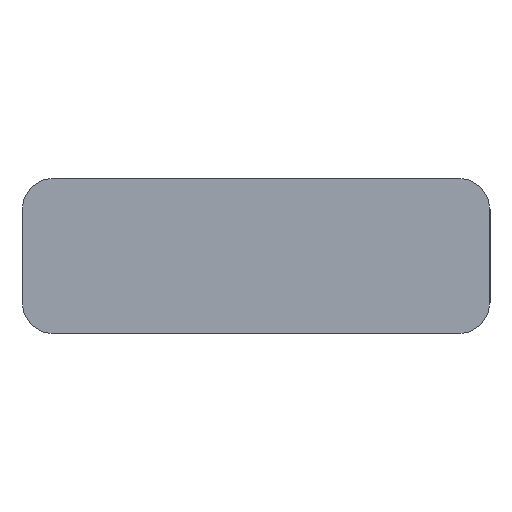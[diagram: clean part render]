
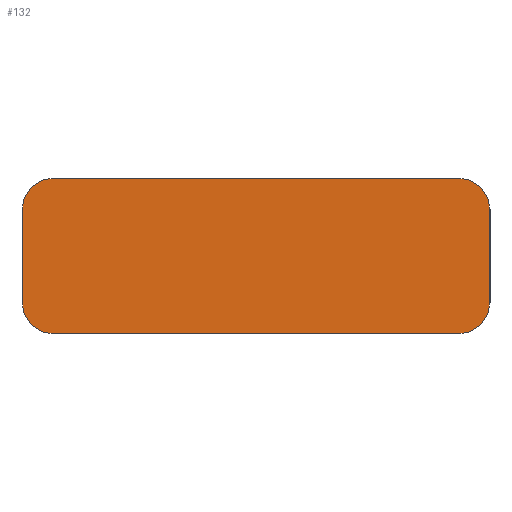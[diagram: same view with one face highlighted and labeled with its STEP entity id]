
A CAD part, left-side view. The second image highlights one B-rep face of the part: STEP entity #132.
In plain terms, the highlighted planar face has unit normal (-1, 0, 0).
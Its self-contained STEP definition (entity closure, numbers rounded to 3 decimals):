
#132=ADVANCED_FACE('',(#310),#311,.F.);
#310=FACE_OUTER_BOUND('',#660,.T.);
#311=PLANE('',#661);
#660=EDGE_LOOP('',(#1299,#1300,#1301,#1302,#1303,#1304,#1305,#1306));
#661=AXIS2_PLACEMENT_3D('',#1307,#1308,#1309);
#1299=ORIENTED_EDGE('',*,*,#2195,.F.);
#1300=ORIENTED_EDGE('',*,*,#2196,.T.);
#1301=ORIENTED_EDGE('',*,*,#2197,.F.);
#1302=ORIENTED_EDGE('',*,*,#2198,.T.);
#1303=ORIENTED_EDGE('',*,*,#2193,.T.);
#1304=ORIENTED_EDGE('',*,*,#2199,.T.);
#1305=ORIENTED_EDGE('',*,*,#2200,.T.);
#1306=ORIENTED_EDGE('',*,*,#2201,.T.);
#1307=CARTESIAN_POINT('',(-495.0,6.0,4.0));
#1308=DIRECTION('',(1.0,0.0,-0.0));
#1309=DIRECTION('',(-0.0,1.0,0.0));
#2193=EDGE_CURVE('',#2776,#2774,#2777,.T.);
#2195=EDGE_CURVE('',#2779,#2780,#2781,.T.);
#2196=EDGE_CURVE('',#2779,#2782,#2783,.T.);
#2197=EDGE_CURVE('',#2784,#2782,#2785,.T.);
#2198=EDGE_CURVE('',#2784,#2776,#2786,.T.);
#2199=EDGE_CURVE('',#2774,#2787,#2788,.T.);
#2200=EDGE_CURVE('',#2787,#2789,#2790,.T.);
#2201=EDGE_CURVE('',#2789,#2780,#2791,.T.);
#2774=VERTEX_POINT('',#3478);
#2776=VERTEX_POINT('',#3481);
#2777=LINE('',#3482,#3483);
#2779=VERTEX_POINT('',#3486);
#2780=VERTEX_POINT('',#3487);
#2781=LINE('',#3488,#3489);
#2782=VERTEX_POINT('',#3490);
#2783=CIRCLE('',#3491,0.8);
#2784=VERTEX_POINT('',#3492);
#2785=LINE('',#3493,#3494);
#2786=CIRCLE('',#3495,0.8);
#2787=VERTEX_POINT('',#3496);
#2788=CIRCLE('',#3497,0.8);
#2789=VERTEX_POINT('',#3498);
#2790=LINE('',#3499,#3500);
#2791=CIRCLE('',#3501,0.8);
#3478=CARTESIAN_POINT('',(-495.0,6.0,0.8));
#3481=CARTESIAN_POINT('',(-495.0,6.0,3.2));
#3482=CARTESIAN_POINT('',(-495.0,6.0,4.0));
#3483=VECTOR('',#4081,1000.0);
#3486=CARTESIAN_POINT('',(-495.0,-6.0,3.2));
#3487=CARTESIAN_POINT('',(-495.0,-6.0,0.8));
#3488=CARTESIAN_POINT('',(-495.0,-6.0,4.0));
#3489=VECTOR('',#4083,1000.0);
#3490=CARTESIAN_POINT('',(-495.0,-5.2,4.0));
#3491=AXIS2_PLACEMENT_3D('',#4084,#4085,#4086);
#3492=CARTESIAN_POINT('',(-495.0,5.2,4.0));
#3493=CARTESIAN_POINT('',(-495.0,6.0,4.0));
#3494=VECTOR('',#4087,1000.0);
#3495=AXIS2_PLACEMENT_3D('',#4088,#4089,#4090);
#3496=CARTESIAN_POINT('',(-495.0,5.2,0.0));
#3497=AXIS2_PLACEMENT_3D('',#4091,#4092,#4093);
#3498=CARTESIAN_POINT('',(-495.0,-5.2,0.0));
#3499=CARTESIAN_POINT('',(-495.0,6.0,0.0));
#3500=VECTOR('',#4094,1000.0);
#3501=AXIS2_PLACEMENT_3D('',#4095,#4096,#4097);
#4081=DIRECTION('',(-0.0,-0.0,-1.0));
#4083=DIRECTION('',(-0.0,-0.0,-1.0));
#4084=CARTESIAN_POINT('',(-495.0,-5.2,3.2));
#4085=DIRECTION('',(-1.0,-0.0,-0.0));
#4086=DIRECTION('',(0.0,0.0,-1.0));
#4087=DIRECTION('',(0.0,-1.0,0.0));
#4088=CARTESIAN_POINT('',(-495.0,5.2,3.2));
#4089=DIRECTION('',(-1.0,-0.0,-0.0));
#4090=DIRECTION('',(0.0,0.0,-1.0));
#4091=CARTESIAN_POINT('',(-495.0,5.2,0.8));
#4092=DIRECTION('',(-1.0,-0.0,-0.0));
#4093=DIRECTION('',(0.0,0.0,-1.0));
#4094=DIRECTION('',(0.0,-1.0,0.0));
#4095=CARTESIAN_POINT('',(-495.0,-5.2,0.8));
#4096=DIRECTION('',(-1.0,-0.0,-0.0));
#4097=DIRECTION('',(0.0,0.0,-1.0));
